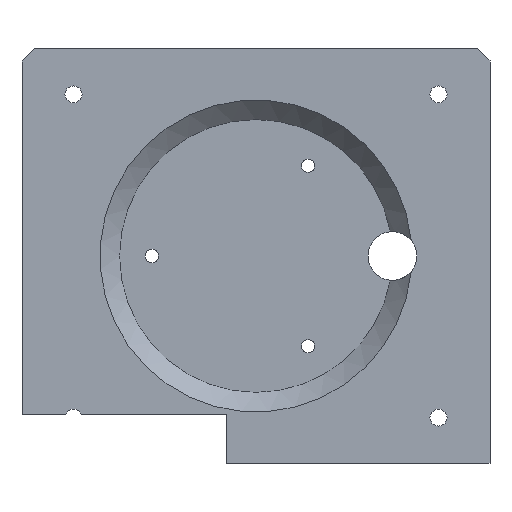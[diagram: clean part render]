
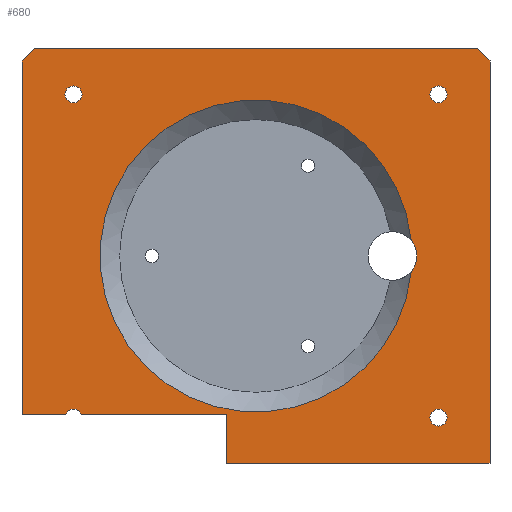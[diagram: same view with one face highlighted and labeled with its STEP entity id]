
A CAD part, front view. The second image highlights one B-rep face of the part: STEP entity #680.
In plain terms, the highlighted planar face has unit normal (0, -1, 0).
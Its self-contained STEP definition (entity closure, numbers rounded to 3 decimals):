
#42=FACE_BOUND('',#140,.T.);
#43=FACE_BOUND('',#141,.T.);
#44=FACE_BOUND('',#142,.T.);
#45=FACE_BOUND('',#143,.T.);
#65=CIRCLE('',#740,32.);
#68=CIRCLE('',#744,5.);
#70=CIRCLE('',#746,5.);
#71=CIRCLE('',#748,1.75);
#72=CIRCLE('',#749,1.75);
#73=CIRCLE('',#750,1.75);
#74=CIRCLE('',#751,1.75);
#95=FACE_OUTER_BOUND('',#139,.T.);
#139=EDGE_LOOP('',(#544,#545,#546,#547,#548,#549,#550,#551,#552,#553));
#140=EDGE_LOOP('',(#554));
#141=EDGE_LOOP('',(#555));
#142=EDGE_LOOP('',(#556,#557,#558));
#143=EDGE_LOOP('',(#559));
#170=LINE('',#975,#232);
#174=LINE('',#984,#236);
#181=LINE('',#998,#243);
#211=LINE('',#1129,#273);
#212=LINE('',#1131,#274);
#213=LINE('',#1133,#275);
#214=LINE('',#1135,#276);
#215=LINE('',#1137,#277);
#216=LINE('',#1138,#278);
#232=VECTOR('',#783,10.);
#236=VECTOR('',#789,10.);
#243=VECTOR('',#798,10.);
#273=VECTOR('',#888,10.);
#274=VECTOR('',#889,10.);
#275=VECTOR('',#890,10.);
#276=VECTOR('',#891,10.);
#277=VECTOR('',#892,10.);
#278=VECTOR('',#893,10.);
#294=VERTEX_POINT('',#973);
#295=VERTEX_POINT('',#974);
#298=VERTEX_POINT('',#982);
#299=VERTEX_POINT('',#983);
#303=VERTEX_POINT('',#992);
#305=VERTEX_POINT('',#996);
#338=VERTEX_POINT('',#1081);
#340=VERTEX_POINT('',#1091);
#344=VERTEX_POINT('',#1115);
#345=VERTEX_POINT('',#1130);
#346=VERTEX_POINT('',#1132);
#347=VERTEX_POINT('',#1134);
#348=VERTEX_POINT('',#1136);
#349=VERTEX_POINT('',#1140);
#350=VERTEX_POINT('',#1142);
#351=VERTEX_POINT('',#1144);
#358=EDGE_CURVE('',#294,#295,#170,.T.);
#362=EDGE_CURVE('',#298,#299,#174,.T.);
#369=EDGE_CURVE('',#305,#303,#181,.T.);
#412=EDGE_CURVE('',#338,#340,#65,.T.);
#418=EDGE_CURVE('',#338,#344,#68,.T.);
#420=EDGE_CURVE('',#344,#340,#70,.T.);
#422=EDGE_CURVE('',#295,#303,#211,.T.);
#423=EDGE_CURVE('',#305,#345,#212,.T.);
#424=EDGE_CURVE('',#346,#345,#213,.T.);
#425=EDGE_CURVE('',#347,#346,#214,.T.);
#426=EDGE_CURVE('',#348,#347,#215,.T.);
#427=EDGE_CURVE('',#298,#348,#216,.T.);
#428=EDGE_CURVE('',#299,#294,#71,.T.);
#429=EDGE_CURVE('',#349,#349,#72,.T.);
#430=EDGE_CURVE('',#350,#350,#73,.T.);
#431=EDGE_CURVE('',#351,#351,#74,.T.);
#544=ORIENTED_EDGE('',*,*,#422,.T.);
#545=ORIENTED_EDGE('',*,*,#369,.F.);
#546=ORIENTED_EDGE('',*,*,#423,.T.);
#547=ORIENTED_EDGE('',*,*,#424,.F.);
#548=ORIENTED_EDGE('',*,*,#425,.F.);
#549=ORIENTED_EDGE('',*,*,#426,.F.);
#550=ORIENTED_EDGE('',*,*,#427,.F.);
#551=ORIENTED_EDGE('',*,*,#362,.T.);
#552=ORIENTED_EDGE('',*,*,#428,.T.);
#553=ORIENTED_EDGE('',*,*,#358,.T.);
#554=ORIENTED_EDGE('',*,*,#429,.T.);
#555=ORIENTED_EDGE('',*,*,#430,.T.);
#556=ORIENTED_EDGE('',*,*,#412,.F.);
#557=ORIENTED_EDGE('',*,*,#418,.T.);
#558=ORIENTED_EDGE('',*,*,#420,.T.);
#559=ORIENTED_EDGE('',*,*,#431,.T.);
#657=PLANE('',#747);
#680=ADVANCED_FACE('',(#95,#42,#43,#44,#45),#657,.T.);
#740=AXIS2_PLACEMENT_3D('',#1092,#871,#872);
#744=AXIS2_PLACEMENT_3D('',#1117,#880,#881);
#746=AXIS2_PLACEMENT_3D('',#1119,#884,#885);
#747=AXIS2_PLACEMENT_3D('',#1128,#886,#887);
#748=AXIS2_PLACEMENT_3D('',#1139,#894,#895);
#749=AXIS2_PLACEMENT_3D('',#1141,#896,#897);
#750=AXIS2_PLACEMENT_3D('',#1143,#898,#899);
#751=AXIS2_PLACEMENT_3D('',#1145,#900,#901);
#783=DIRECTION('',(1.,0.,0.));
#789=DIRECTION('',(1.,0.,0.));
#798=DIRECTION('',(-1.,0.,0.));
#871=DIRECTION('center_axis',(0.,-1.,0.));
#872=DIRECTION('ref_axis',(-1.,0.,0.));
#880=DIRECTION('center_axis',(0.,1.,0.));
#881=DIRECTION('ref_axis',(-1.,0.,0.));
#884=DIRECTION('center_axis',(0.,1.,0.));
#885=DIRECTION('ref_axis',(-1.,0.,0.));
#886=DIRECTION('center_axis',(0.,-1.,0.));
#887=DIRECTION('ref_axis',(1.,0.,0.));
#888=DIRECTION('',(0.,0.,-1.));
#889=DIRECTION('',(0.,0.,1.));
#890=DIRECTION('',(0.707,0.,-0.707));
#891=DIRECTION('',(1.,0.,0.));
#892=DIRECTION('',(0.707,0.,0.707));
#893=DIRECTION('',(0.,0.,1.));
#894=DIRECTION('center_axis',(0.,1.,0.));
#895=DIRECTION('ref_axis',(-1.,0.,0.));
#896=DIRECTION('center_axis',(0.,1.,0.));
#897=DIRECTION('ref_axis',(-1.,0.,0.));
#898=DIRECTION('center_axis',(0.,1.,0.));
#899=DIRECTION('ref_axis',(-1.,0.,0.));
#900=DIRECTION('center_axis',(0.,1.,0.));
#901=DIRECTION('ref_axis',(-1.,0.,0.));
#973=CARTESIAN_POINT('',(-29.808,0.,10.));
#974=CARTESIAN_POINT('',(0.,0.,10.));
#975=CARTESIAN_POINT('',(0.,0.,10.));
#982=CARTESIAN_POINT('',(-42.,0.,10.));
#983=CARTESIAN_POINT('',(-33.062,0.,10.));
#984=CARTESIAN_POINT('',(-16.531,0.,10.));
#992=CARTESIAN_POINT('',(0.,0.,0.));
#996=CARTESIAN_POINT('',(54.,0.,0.));
#998=CARTESIAN_POINT('',(54.,0.,0.));
#1081=CARTESIAN_POINT('',(37.839,0.,45.703));
#1091=CARTESIAN_POINT('',(37.839,0.,39.297));
#1092=CARTESIAN_POINT('Origin',(6.,0.,42.5));
#1115=CARTESIAN_POINT('',(39.,0.,42.5));
#1117=CARTESIAN_POINT('Origin',(34.,0.,42.5));
#1119=CARTESIAN_POINT('Origin',(34.,0.,42.5));
#1128=CARTESIAN_POINT('Origin',(0.,0.,0.));
#1129=CARTESIAN_POINT('',(0.,0.,0.));
#1130=CARTESIAN_POINT('',(54.,0.,82.5));
#1131=CARTESIAN_POINT('',(54.,0.,0.));
#1132=CARTESIAN_POINT('',(51.5,0.,85.));
#1133=CARTESIAN_POINT('',(60.5,0.,76.));
#1134=CARTESIAN_POINT('',(-39.5,0.,85.));
#1135=CARTESIAN_POINT('',(-42.,0.,85.));
#1136=CARTESIAN_POINT('',(-42.,0.,82.5));
#1137=CARTESIAN_POINT('',(-51.5,0.,73.));
#1138=CARTESIAN_POINT('',(-42.,0.,0.));
#1139=CARTESIAN_POINT('Origin',(-31.435,0.,9.354));
#1140=CARTESIAN_POINT('',(45.185,0.,9.354));
#1141=CARTESIAN_POINT('Origin',(43.435,0.,9.354));
#1142=CARTESIAN_POINT('',(-29.685,0.,75.646));
#1143=CARTESIAN_POINT('Origin',(-31.435,0.,75.646));
#1144=CARTESIAN_POINT('',(45.185,0.,75.646));
#1145=CARTESIAN_POINT('Origin',(43.435,0.,75.646));
